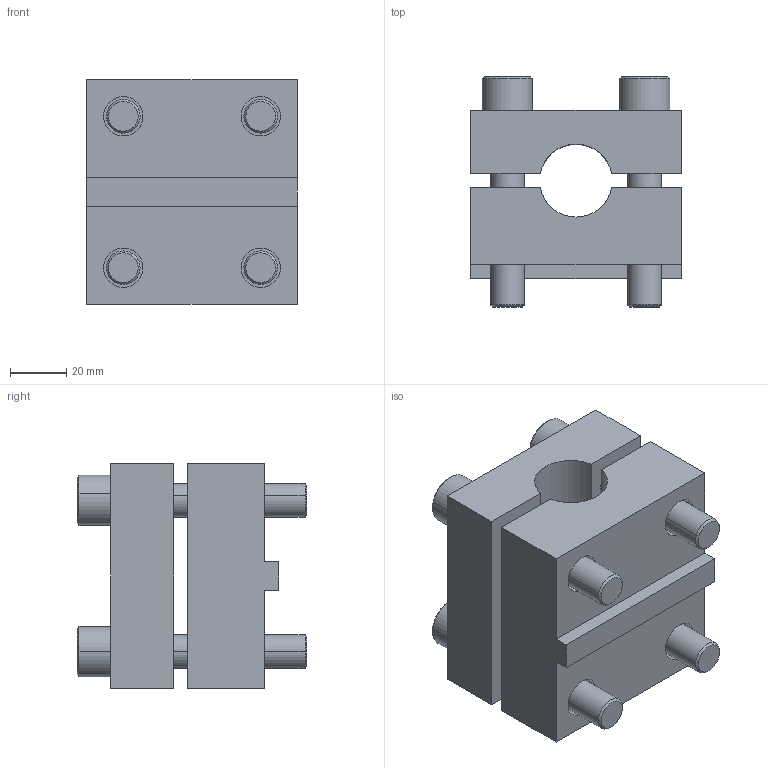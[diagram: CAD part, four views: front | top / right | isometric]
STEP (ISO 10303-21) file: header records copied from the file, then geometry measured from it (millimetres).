
FILE_DESCRIPTION (( 'STEP AP203' ), '1' );
FILE_NAME ('Y372G01-頂桿鎖緊座.STEP', '2023-11-17T02:59:17', ( '' ), ( '' ), 'SwSTEP 2.0', 'SolidWorks 2018', '' );
FILE_SCHEMA (( 'CONFIG_CONTROL_DESIGN' ));
Length unit declared in the file: millimetre
Products named in the file (3): 狡籹 of 37G4402-郴膘玛候畒^Y372G01-郴膘玛候畒; Y372G01-頂桿鎖緊座; 複製 of SBA12070-六角孔螺栓^Y372G01-頂桿鎖緊座_SBA12070
Assembly tree (5 placements, depth 2):
  Y372G01-頂桿鎖緊座
    狡籹 of 37G4402-郴膘玛候畒^Y372G01-郴膘玛候畒
    複製 of SBA12070-六角孔螺栓^Y372G01-頂桿鎖緊座_SBA12070  x4
Bounding box: 75 x 82 x 80 mm (x, y, z)
Volume: 282537.4 mm3; surface area: 63504.7 mm2
Topology: 6 solids, 6 shells, 108 faces, 248 edges, 160 vertices
Faces by surface type: plane 58, cylinder 34, cone 16
Entity records: 2045 total; most frequent: DIRECTION 306, CARTESIAN_POINT 284, ORIENTED_EDGE 268, EDGE_CURVE 134, AXIS2_PLACEMENT_3D 110, VERTEX_POINT 88, VECTOR 86, LINE 86
